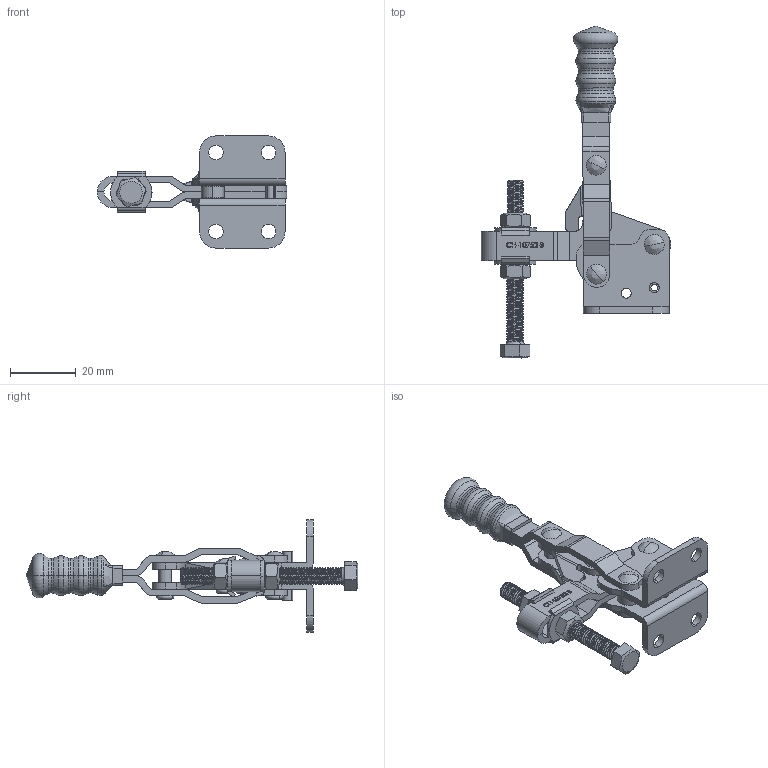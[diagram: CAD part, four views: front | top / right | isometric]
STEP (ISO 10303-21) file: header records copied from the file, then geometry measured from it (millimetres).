
FILE_DESCRIPTION (( 'STEP AP203' ), '1' );
FILE_NAME ('CH-107052-B.STEP', '2012-09-26T03:05:05', ( '微软用户' ), ( '微软中国' ), 'SwSTEP 2.0', 'SolidWorks 2010', '' );
FILE_SCHEMA (( 'CONFIG_CONTROL_DESIGN' ));
Products named in the file (13): CH-107052-B; M5 Nut; CH-SA-055008 SPINDLE SUPPLIED; CH-10752-B-09; CH-10752-B-06; CH-10752-B-02 U-BAR; CH-10752-B-03 HANDLE; CH-10752-B-04 CONNECTING-PLATE; CH-10752-B-05; CH-10752-B-08; CH-FW-100; CH-10752-B-01 FLANGED BASE; CH-10752-B-07
Assembly tree (16 placements, depth 2):
  CH-107052-B
    CH-10752-B-03 HANDLE
    CH-10752-B-09
    CH-10752-B-05
    CH-10752-B-02 U-BAR
    CH-10752-B-08  x2
    CH-FW-100  x2
    M5 Nut  x2
    CH-10752-B-07  x2
    CH-10752-B-06
    CH-10752-B-01 FLANGED BASE
    CH-SA-055008 SPINDLE SUPPLIED
    CH-10752-B-04 CONNECTING-PLATE
Bounding box: 57.5 x 100.77 x 34 mm (x, y, z)
Volume: 13380 mm3; surface area: 17471.4 mm2
Topology: 21 solids, 21 shells, 907 faces, 2457 edges, 1604 vertices
Faces by surface type: plane 330, cylinder 307, bspline 195, cone 42, torus 33
Entity records: 52042 total; most frequent: CARTESIAN_POINT 31063, ORIENTED_EDGE 4566, DIRECTION 3316, EDGE_CURVE 2283, VERTEX_POINT 1504, LINE 1206, VECTOR 1206, AXIS2_PLACEMENT_3D 1055
